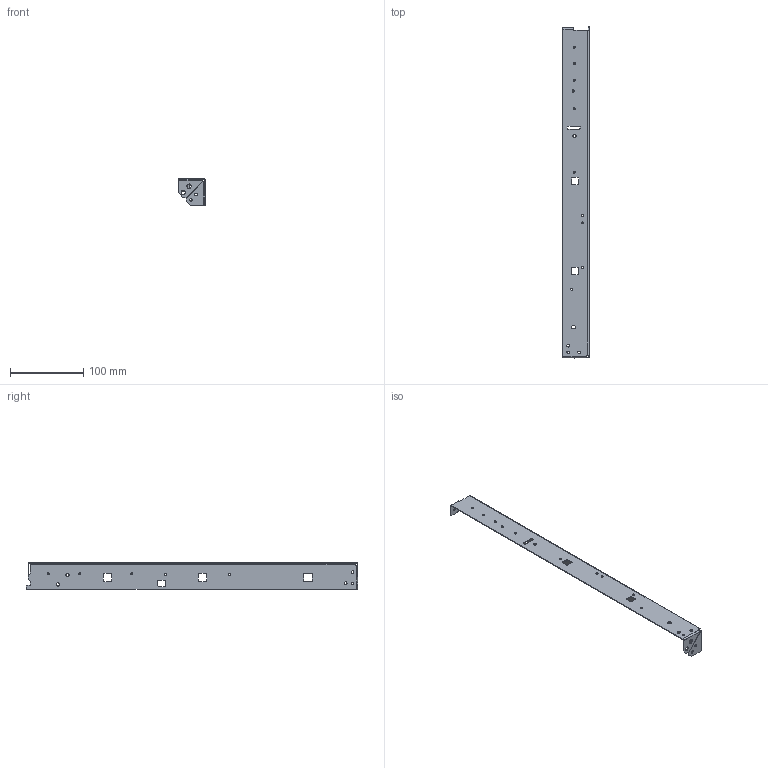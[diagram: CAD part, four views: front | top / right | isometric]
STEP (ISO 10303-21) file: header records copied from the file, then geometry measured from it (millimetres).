
FILE_DESCRIPTION(/* description */ ('','CAx-IF Rec.Pracs.---Representation and Presentation of Product Manufacturing Information (PMI)---4.0---2014-10-13'),/* implementation_level */ '2;1');
FILE_NAME(/* name */ 'Back Left Upright v2.step',/* time_stamp */ '2024-12-15T16:20:08-05:00',/* author */ (''),/* organization */ (''),/* preprocessor_version */ 'ST-DEVELOPER v20',/* originating_system */ 'Autodesk Translation Framework v13.20.0.188',/* authorisation */ '');
FILE_SCHEMA (('AP242_MANAGED_MODEL_BASED_3D_ENGINEERING_MIM_LF { 1 0 10303 442 1 1 4 }'));
Length unit declared in the file: millimetre
Products named in the file (1): Back Left Upright
Bounding box: 36 x 454.75 x 36 mm (x, y, z)
Volume: 31817.3 mm3; surface area: 65494.1 mm2
Topology: 1 solids, 1 shells, 239 faces, 679 edges, 442 vertices
Faces by surface type: cylinder 137, plane 76, bspline 26
Full cylindrical faces by diameter (mm): 2.529 x13, 3 x2, 3.2 x2, 3.5 x2, 4 x4, 4.5 x3, 5 x1, 6 x2
Entity records: 15188 total; most frequent: CARTESIAN_POINT 9135, ORIENTED_EDGE 1358, DIRECTION 1069, EDGE_CURVE 679, VERTEX_POINT 442, AXIS2_PLACEMENT_3D 384, EDGE_LOOP 313, LINE 301
